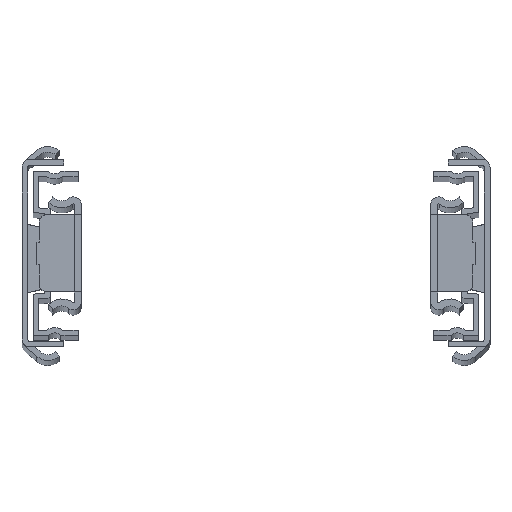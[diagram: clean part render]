
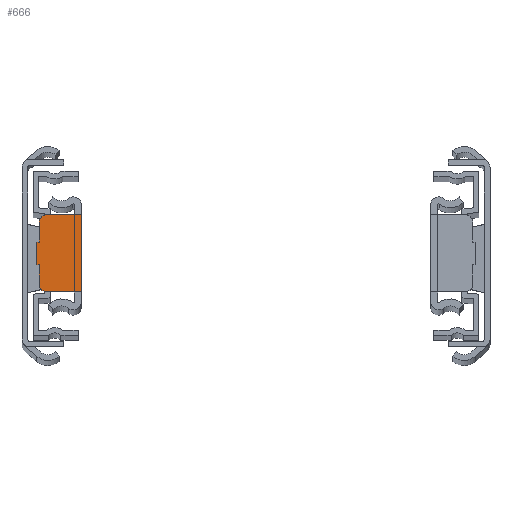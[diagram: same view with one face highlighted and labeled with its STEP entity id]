
A CAD part, top view. The second image highlights one B-rep face of the part: STEP entity #666.
In plain terms, the highlighted face is planar.
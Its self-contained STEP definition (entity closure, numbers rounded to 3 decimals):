
#666 = ADVANCED_FACE( '', ( #1444 ), #1445, .F. );
#1444 = FACE_OUTER_BOUND( '', #2266, .T. );
#1445 = PLANE( '', #2267 );
#2266 = EDGE_LOOP( '', ( #4143, #4144, #4145, #4146, #4147, #4148, #4149, #4150, #4151, #4152 ) );
#2267 = AXIS2_PLACEMENT_3D( '', #4153, #4154, #4155 );
#4143 = ORIENTED_EDGE( '', *, *, #4835, .F. );
#4144 = ORIENTED_EDGE( '', *, *, #5512, .F. );
#4145 = ORIENTED_EDGE( '', *, *, #5513, .F. );
#4146 = ORIENTED_EDGE( '', *, *, #5514, .F. );
#4147 = ORIENTED_EDGE( '', *, *, #4812, .F. );
#4148 = ORIENTED_EDGE( '', *, *, #5280, .F. );
#4149 = ORIENTED_EDGE( '', *, *, #5177, .F. );
#4150 = ORIENTED_EDGE( '', *, *, #4991, .F. );
#4151 = ORIENTED_EDGE( '', *, *, #5515, .F. );
#4152 = ORIENTED_EDGE( '', *, *, #4931, .F. );
#4153 = CARTESIAN_POINT( '', ( 0., 0., 0. ) );
#4154 = DIRECTION( '', ( 0., 1., 0. ) );
#4155 = DIRECTION( '', ( 0., 0., 1. ) );
#4812 = EDGE_CURVE( '', #5774, #5775, #5776, .T. );
#4835 = EDGE_CURVE( '', #5815, #5817, #5818, .T. );
#4931 = EDGE_CURVE( '', #5817, #5998, #5999, .T. );
#4991 = EDGE_CURVE( '', #6101, #6102, #6103, .T. );
#5177 = EDGE_CURVE( '', #6102, #6401, #6402, .T. );
#5280 = EDGE_CURVE( '', #6401, #5774, #6563, .T. );
#5512 = EDGE_CURVE( '', #6842, #5815, #6843, .T. );
#5513 = EDGE_CURVE( '', #6844, #6842, #6845, .T. );
#5514 = EDGE_CURVE( '', #5775, #6844, #6846, .T. );
#5515 = EDGE_CURVE( '', #5998, #6101, #6847, .T. );
#5774 = VERTEX_POINT( '', #7150 );
#5775 = VERTEX_POINT( '', #7151 );
#5776 = LINE( '', #7152, #7153 );
#5815 = VERTEX_POINT( '', #7205 );
#5817 = VERTEX_POINT( '', #7208 );
#5818 = LINE( '', #7209, #7210 );
#5998 = VERTEX_POINT( '', #7435 );
#5999 = LINE( '', #7436, #7437 );
#6101 = VERTEX_POINT( '', #7577 );
#6102 = VERTEX_POINT( '', #7578 );
#6103 = CIRCLE( '', #7579, 1.6 );
#6401 = VERTEX_POINT( '', #7982 );
#6402 = LINE( '', #7983, #7984 );
#6563 = LINE( '', #8200, #8201 );
#6842 = VERTEX_POINT( '', #8603 );
#6843 = CIRCLE( '', #8604, 1.6 );
#6844 = VERTEX_POINT( '', #8605 );
#6845 = LINE( '', #8606, #8607 );
#6846 = LINE( '', #8608, #8609 );
#6847 = LINE( '', #8610, #8611 );
#7150 = CARTESIAN_POINT( '', ( 3.2, 0., -2.4 ) );
#7151 = CARTESIAN_POINT( '', ( 3.2, 0., 2.4 ) );
#7152 = CARTESIAN_POINT( '', ( 3.2, 0., -2.4 ) );
#7153 = VECTOR( '', #8880, 1000. );
#7205 = CARTESIAN_POINT( '', ( 5.3, 0., 8.25 ) );
#7208 = CARTESIAN_POINT( '', ( 12.7, 0., 8.25 ) );
#7209 = CARTESIAN_POINT( '', ( 11.2, 0., 8.25 ) );
#7210 = VECTOR( '', #8907, 1000. );
#7435 = CARTESIAN_POINT( '', ( 12.7, 0., -8.25 ) );
#7436 = CARTESIAN_POINT( '', ( 12.7, 0., 8.25 ) );
#7437 = VECTOR( '', #9085, 1000. );
#7577 = CARTESIAN_POINT( '', ( 5.3, 0., -8.25 ) );
#7578 = CARTESIAN_POINT( '', ( 3.7, 0., -6.65 ) );
#7579 = AXIS2_PLACEMENT_3D( '', #9151, #9152, #9153 );
#7982 = CARTESIAN_POINT( '', ( 3.7, 0., -2.4 ) );
#7983 = CARTESIAN_POINT( '', ( 3.7, 0., -6.65 ) );
#7984 = VECTOR( '', #9397, 1000. );
#8200 = CARTESIAN_POINT( '', ( 3.7, 0., -2.4 ) );
#8201 = VECTOR( '', #9561, 1000. );
#8603 = CARTESIAN_POINT( '', ( 3.7, 0., 6.65 ) );
#8604 = AXIS2_PLACEMENT_3D( '', #9751, #9752, #9753 );
#8605 = CARTESIAN_POINT( '', ( 3.7, 0., 2.4 ) );
#8606 = CARTESIAN_POINT( '', ( 3.7, 0., 2.4 ) );
#8607 = VECTOR( '', #9754, 1000. );
#8608 = CARTESIAN_POINT( '', ( 3.2, 0., 2.4 ) );
#8609 = VECTOR( '', #9755, 1000. );
#8610 = CARTESIAN_POINT( '', ( 12.7, 0., -8.25 ) );
#8611 = VECTOR( '', #9756, 1000. );
#8880 = DIRECTION( '', ( 0., 0., 1. ) );
#8907 = DIRECTION( '', ( 1., 0., 0. ) );
#9085 = DIRECTION( '', ( 0., 0., -1. ) );
#9151 = CARTESIAN_POINT( '', ( 5.3, 0., -6.65 ) );
#9152 = DIRECTION( '', ( 0., 1., 0. ) );
#9153 = DIRECTION( '', ( 1., 0., 0. ) );
#9397 = DIRECTION( '', ( 0., 0., 1. ) );
#9561 = DIRECTION( '', ( -1., 0., 0. ) );
#9751 = CARTESIAN_POINT( '', ( 5.3, 0., 6.65 ) );
#9752 = DIRECTION( '', ( 0., 1., 0. ) );
#9753 = DIRECTION( '', ( 1., 0., 0. ) );
#9754 = DIRECTION( '', ( 0., 0., 1. ) );
#9755 = DIRECTION( '', ( 1., 0., 0. ) );
#9756 = DIRECTION( '', ( -1., 0., 0. ) );
